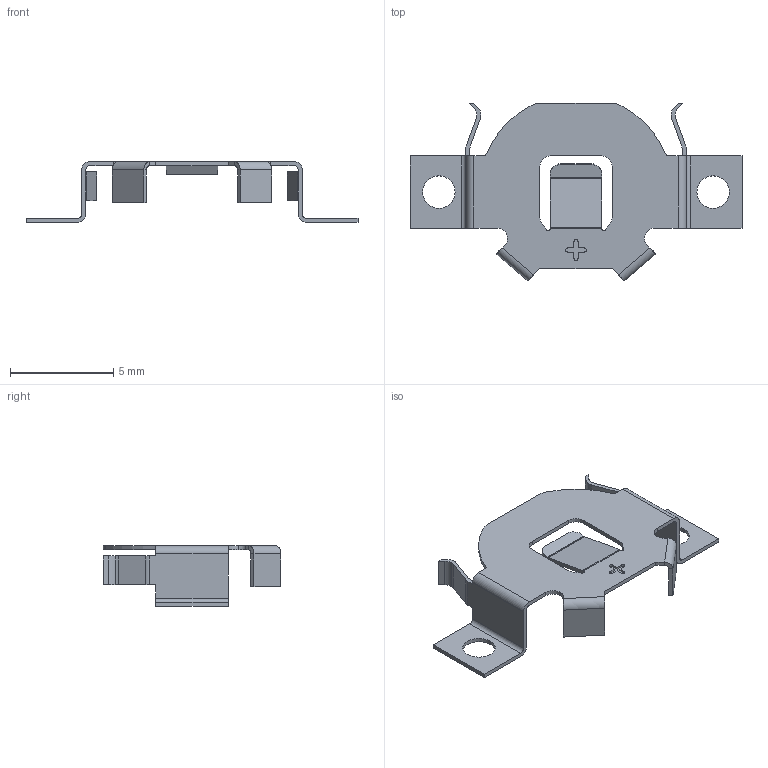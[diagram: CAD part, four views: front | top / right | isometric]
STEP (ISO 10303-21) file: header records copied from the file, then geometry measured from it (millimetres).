
FILE_DESCRIPTION (( 'STEP AP214' ), '1' );
FILE_NAME ('User Library-BatteryHolder-3030.STEP', '2021-04-15T11:05:21', ( '' ), ( '' ), 'SwSTEP 2.0', 'SolidWorks 2020', '' );
FILE_SCHEMA (( 'AUTOMOTIVE_DESIGN' ));
Length unit declared in the file: millimetre
Products named in the file (1): User Library-BatteryHolder-3030
Bounding box: 16.1 x 8.61 x 2.95 mm (x, y, z)
Volume: 22.3 mm3; surface area: 245.4 mm2
Topology: 1 solids, 1 shells, 127 faces, 352 edges, 228 vertices
Faces by surface type: plane 67, cylinder 56, bspline 4
Entity records: 4216 total; most frequent: CARTESIAN_POINT 856, ORIENTED_EDGE 704, DIRECTION 696, EDGE_CURVE 352, LINE 240, VECTOR 240, VERTEX_POINT 228, AXIS2_PLACEMENT_3D 228
